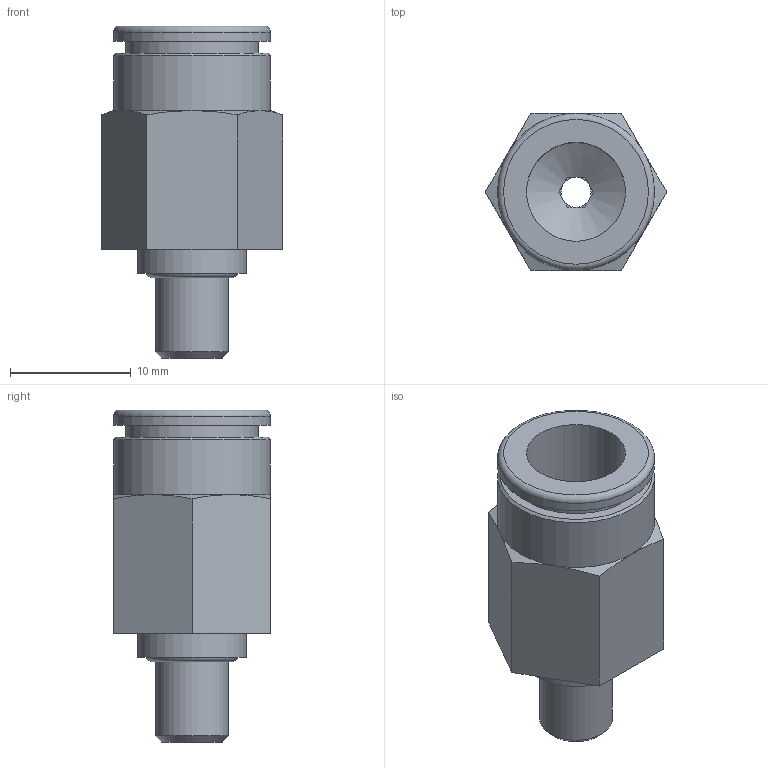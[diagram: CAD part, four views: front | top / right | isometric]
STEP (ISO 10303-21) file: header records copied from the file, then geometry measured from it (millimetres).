
FILE_DESCRIPTION(/* description */ (''),/* implementation_level */ '2;1');
FILE_NAME(/* name */ 'Schlauchanschluss_M6a_fuer_Schlauch_ad8mm_gerade_111954.stp',/* time_stamp */ '2016-08-01T15:40:33+02:00',/* author */ ('002210'),/* organization */ (''),/* preprocessor_version */ 'ST-DEVELOPER v16.5',/* originating_system */ 'Autodesk Inventor 2017',/* authorisation */ '');
FILE_SCHEMA (('AUTOMOTIVE_DESIGN { 1 0 10303 214 3 1 1 }'));
Length unit declared in the file: millimetre
Products named in the file (1): angea31a
Bounding box: 15.01 x 13 x 27.5 mm (x, y, z)
Volume: 1888.1 mm3; surface area: 1845.4 mm2
Topology: 1 solids, 1 shells, 43 faces, 99 edges, 63 vertices
Faces by surface type: plane 25, cone 9, cylinder 7, torus 2
Full cylindrical faces by diameter (mm): 2.5 x1, 6 x1, 8.2 x1, 9 x1, 11 x1, 13 x2
Entity records: 1132 total; most frequent: CARTESIAN_POINT 234, DIRECTION 176, ORIENTED_EDGE 166, EDGE_CURVE 83, AXIS2_PLACEMENT_3D 73, EDGE_LOOP 62, VERTEX_POINT 59, FACE_OUTER_BOUND 43
